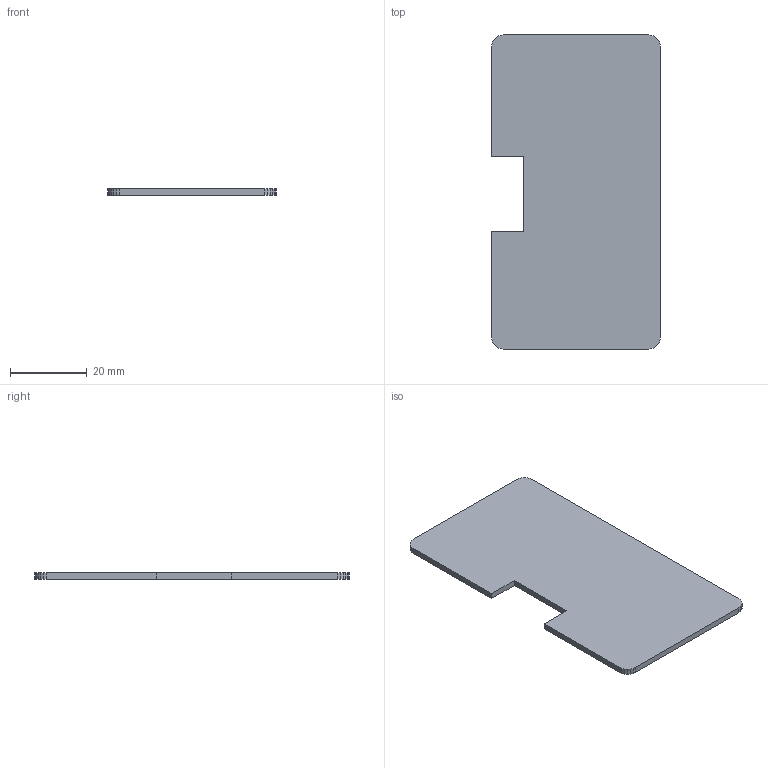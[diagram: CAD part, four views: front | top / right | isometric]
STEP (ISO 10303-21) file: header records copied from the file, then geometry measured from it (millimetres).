
FILE_DESCRIPTION(('for SolidWorks'),'2;1');
FILE_NAME( 'board_no_components.step', '2024-11-05T13:50:09',('macha'),(''),'Open CASCADE STEP processor 6.6' ,'DipTrace','Unknown');
FILE_SCHEMA(('AUTOMOTIVE_DESIGN { 1 0 10303 214 1 1 1 1 }'));
Length unit declared in the file: millimetre
Products named in the file (2): PCB_board_no_components; Board_board_no_components
Assembly tree (1 placements, depth 2):
  PCB_board_no_components
    Board_board_no_components
Bounding box: 44 x 82 x 1.59 mm (x, y, z)
Volume: 5464 mm3; surface area: 7293.6 mm2
Topology: 1 solids, 1 shells, 35 faces, 99 edges, 66 vertices
Faces by surface type: plane 35
Entity records: 1150 total; most frequent: CARTESIAN_POINT 202, ORIENTED_EDGE 198, DIRECTION 173, EDGE_CURVE 99, LINE 99, VECTOR 99, VERTEX_POINT 66, AXIS2_PLACEMENT_3D 37
